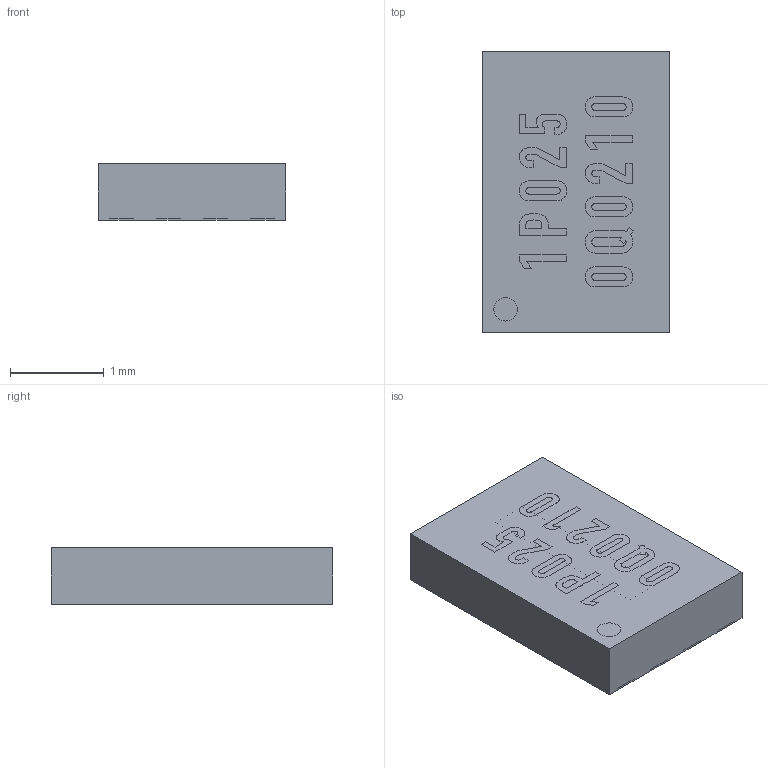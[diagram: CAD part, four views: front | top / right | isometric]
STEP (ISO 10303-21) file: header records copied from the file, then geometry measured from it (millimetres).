
FILE_DESCRIPTION(/* description */ (''),/* implementation_level */ '2;1');
FILE_NAME(/* name */ 'W25Q16JV_UX.step',/* time_stamp */ '2022-04-03T00:13:15+09:00',/* author */ (''),/* organization */ (''),/* preprocessor_version */ 'ST-DEVELOPER v18.1',/* originating_system */ 'Autodesk Translation Framework v10.14.0.1471',/* authorisation */ '');
FILE_SCHEMA (('AUTOMOTIVE_DESIGN { 1 0 10303 214 3 1 1 }'));
Length unit declared in the file: millimetre
Products named in the file (1): W25Q16JV_UX
Bounding box: 2 x 3 x 0.6 mm (x, y, z)
Volume: 3.6 mm3; surface area: 32.4 mm2
Topology: 4 solids, 4 shells, 686 faces, 1952 edges, 1262 vertices
Faces by surface type: bspline 390, plane 294, cylinder 2
Full cylindrical faces by diameter (mm): 0.25 x2
Entity records: 25709 total; most frequent: CARTESIAN_POINT 10585, ORIENTED_EDGE 3904, EDGE_CURVE 1952, DIRECTION 1752, VERTEX_POINT 1262, LINE 1150, VECTOR 1150, B_SPLINE_CURVE_WITH_KNOTS 798
